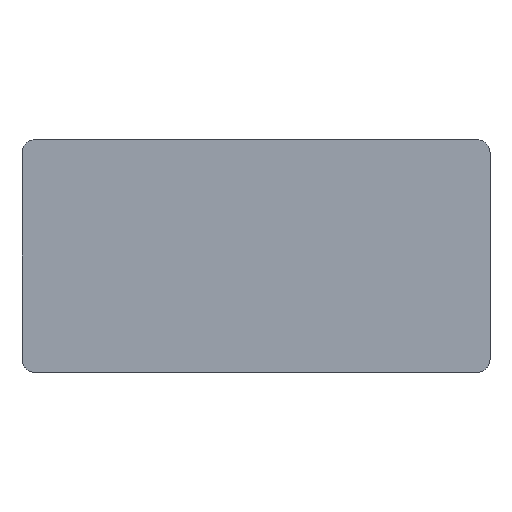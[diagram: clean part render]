
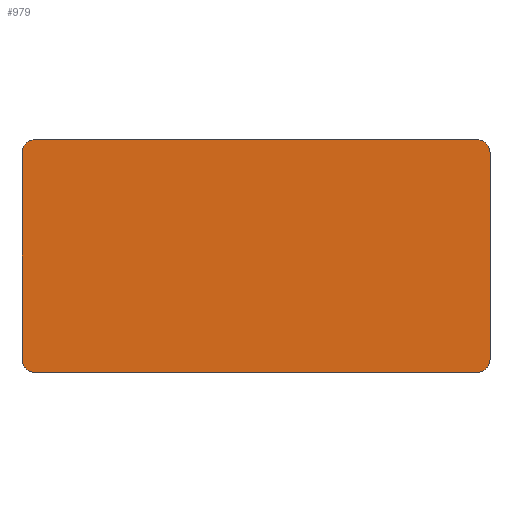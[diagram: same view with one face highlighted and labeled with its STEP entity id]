
A CAD part, front view. The second image highlights one B-rep face of the part: STEP entity #979.
In plain terms, the highlighted planar face has unit normal (0, -1, 0).
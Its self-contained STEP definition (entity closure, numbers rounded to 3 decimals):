
#34=PLANE('',#1069);
#80=FACE_OUTER_BOUND('',#129,.T.);
#129=EDGE_LOOP('',(#764,#765,#766,#767,#768,#769,#770,#771));
#215=LINE('',#1551,#325);
#222=LINE('',#1565,#332);
#223=LINE('',#1569,#333);
#224=LINE('',#1573,#334);
#325=VECTOR('',#1263,10.);
#332=VECTOR('',#1272,10.);
#333=VECTOR('',#1275,10.);
#334=VECTOR('',#1278,10.);
#403=CIRCLE('',#1066,2.);
#404=CIRCLE('',#1070,2.);
#405=CIRCLE('',#1071,2.);
#406=CIRCLE('',#1072,2.);
#468=VERTEX_POINT('',#1540);
#469=VERTEX_POINT('',#1542);
#472=VERTEX_POINT('',#1550);
#478=VERTEX_POINT('',#1564);
#479=VERTEX_POINT('',#1566);
#480=VERTEX_POINT('',#1568);
#481=VERTEX_POINT('',#1570);
#482=VERTEX_POINT('',#1572);
#586=EDGE_CURVE('',#468,#469,#403,.T.);
#590=EDGE_CURVE('',#469,#472,#215,.T.);
#597=EDGE_CURVE('',#478,#468,#222,.T.);
#598=EDGE_CURVE('',#479,#478,#404,.T.);
#599=EDGE_CURVE('',#480,#479,#223,.T.);
#600=EDGE_CURVE('',#481,#480,#405,.T.);
#601=EDGE_CURVE('',#482,#481,#224,.T.);
#602=EDGE_CURVE('',#472,#482,#406,.T.);
#764=ORIENTED_EDGE('',*,*,#586,.F.);
#765=ORIENTED_EDGE('',*,*,#597,.F.);
#766=ORIENTED_EDGE('',*,*,#598,.F.);
#767=ORIENTED_EDGE('',*,*,#599,.F.);
#768=ORIENTED_EDGE('',*,*,#600,.F.);
#769=ORIENTED_EDGE('',*,*,#601,.F.);
#770=ORIENTED_EDGE('',*,*,#602,.F.);
#771=ORIENTED_EDGE('',*,*,#590,.F.);
#979=ADVANCED_FACE('',(#80),#34,.F.);
#1066=AXIS2_PLACEMENT_3D('',#1543,#1255,#1256);
#1069=AXIS2_PLACEMENT_3D('',#1563,#1270,#1271);
#1070=AXIS2_PLACEMENT_3D('',#1567,#1273,#1274);
#1071=AXIS2_PLACEMENT_3D('',#1571,#1276,#1277);
#1072=AXIS2_PLACEMENT_3D('',#1574,#1279,#1280);
#1255=DIRECTION('center_axis',(0.,1.,0.));
#1256=DIRECTION('ref_axis',(0.707,0.,-0.707));
#1263=DIRECTION('',(-1.,0.,0.));
#1270=DIRECTION('center_axis',(0.,1.,0.));
#1271=DIRECTION('ref_axis',(1.,0.,0.));
#1272=DIRECTION('',(0.,0.,-1.));
#1273=DIRECTION('center_axis',(0.,1.,0.));
#1274=DIRECTION('ref_axis',(0.707,0.,0.707));
#1275=DIRECTION('',(1.,0.,0.));
#1276=DIRECTION('center_axis',(0.,1.,0.));
#1277=DIRECTION('ref_axis',(-0.707,0.,0.707));
#1278=DIRECTION('',(0.,0.,1.));
#1279=DIRECTION('center_axis',(0.,1.,0.));
#1280=DIRECTION('ref_axis',(-0.707,0.,-0.707));
#1540=CARTESIAN_POINT('',(68.3,0.,0.));
#1542=CARTESIAN_POINT('',(66.3,0.,-2.));
#1543=CARTESIAN_POINT('Origin',(66.3,0.,0.));
#1550=CARTESIAN_POINT('',(0.,0.,-2.));
#1551=CARTESIAN_POINT('',(68.3,0.,-2.));
#1563=CARTESIAN_POINT('Origin',(33.15,0.,3.75));
#1564=CARTESIAN_POINT('',(68.3,0.,31.));
#1565=CARTESIAN_POINT('',(68.3,0.,33.));
#1566=CARTESIAN_POINT('',(66.3,0.,33.));
#1567=CARTESIAN_POINT('Origin',(66.3,0.,31.));
#1568=CARTESIAN_POINT('',(0.,0.,33.));
#1569=CARTESIAN_POINT('',(-2.,0.,33.));
#1570=CARTESIAN_POINT('',(-2.,0.,31.));
#1571=CARTESIAN_POINT('Origin',(0.,0.,31.));
#1572=CARTESIAN_POINT('',(-2.,0.,0.));
#1573=CARTESIAN_POINT('',(-2.,0.,-2.));
#1574=CARTESIAN_POINT('Origin',(0.,0.,0.));
